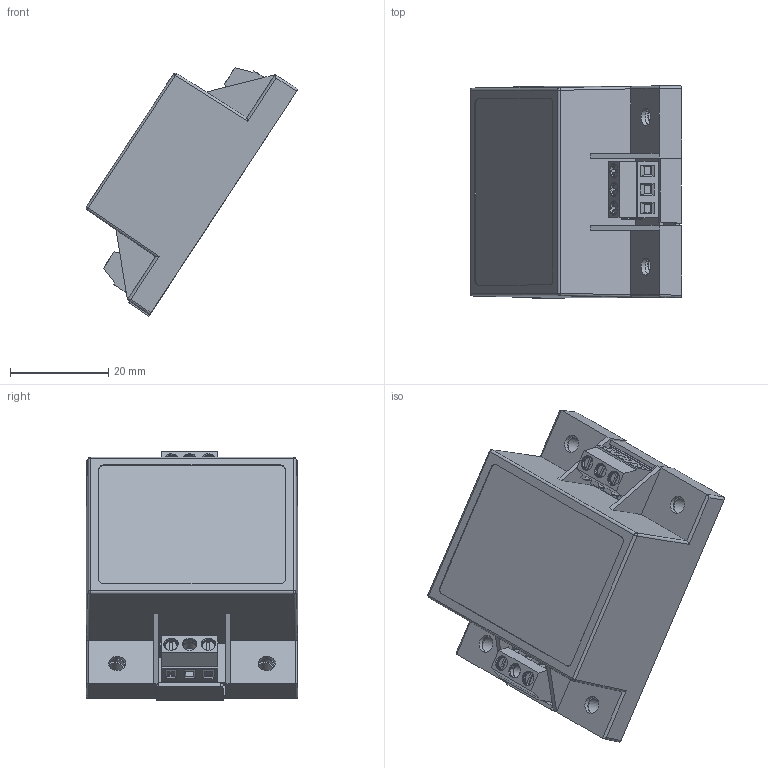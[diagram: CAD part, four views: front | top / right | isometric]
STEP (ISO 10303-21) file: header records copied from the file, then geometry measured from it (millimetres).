
FILE_DESCRIPTION (( 'STEP AP214' ), '1' );
FILE_NAME ('PSE15-110-S.STEP', '2024-05-17T17:46:18', ( '' ), ( '' ), 'SwSTEP 2.0', 'SolidWorks 2023', '' );
FILE_SCHEMA (( 'AUTOMOTIVE_DESIGN' ));
Length unit declared in the file: inch
Products named in the file (1): PSE15-110-S
Bounding box: 43.21 x 43.2 x 50.66 mm (x, y, z)
Volume: 10658.7 mm3; surface area: 22341 mm2
Topology: 5 solids, 5 shells, 655 faces, 1785 edges, 1168 vertices
Faces by surface type: plane 491, cylinder 130, bspline 25, cone 9
Full cylindrical faces by diameter (mm): 2.785 x2, 2.95 x6, 3.5 x8, 4.1 x4
Entity records: 22283 total; most frequent: CARTESIAN_POINT 5988, ORIENTED_EDGE 3444, DIRECTION 3115, EDGE_CURVE 1722, LINE 1375, VECTOR 1375, VERTEX_POINT 1147, AXIS2_PLACEMENT_3D 870
